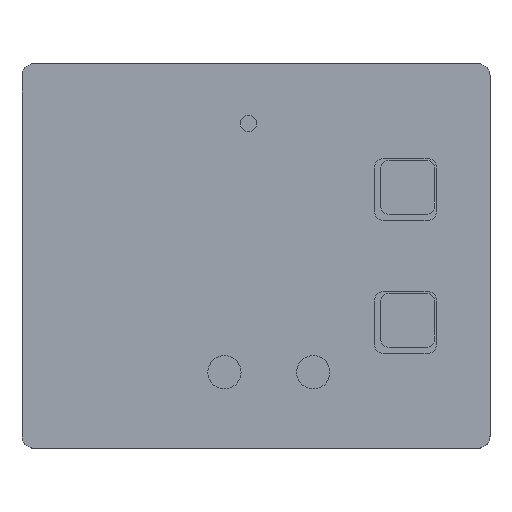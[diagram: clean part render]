
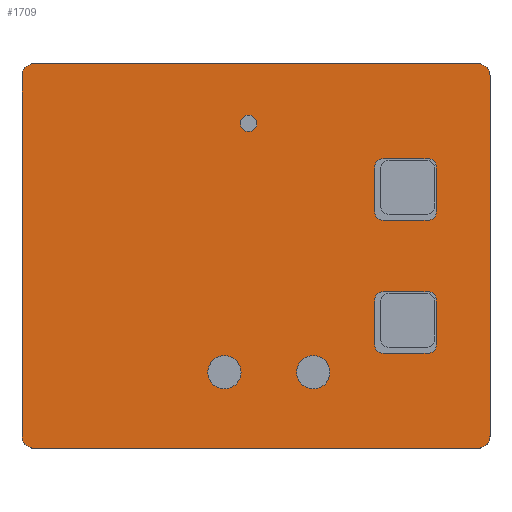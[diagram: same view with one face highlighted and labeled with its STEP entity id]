
A CAD part, top view. The second image highlights one B-rep face of the part: STEP entity #1709.
In plain terms, the highlighted planar face has unit normal (0, 0, 1).
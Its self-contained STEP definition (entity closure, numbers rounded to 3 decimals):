
#35=FACE_BOUND('',#327,.T.);
#36=FACE_BOUND('',#328,.T.);
#37=FACE_BOUND('',#329,.T.);
#38=FACE_BOUND('',#330,.T.);
#39=FACE_BOUND('',#331,.T.);
#73=CIRCLE('',#1808,1.);
#75=CIRCLE('',#1811,2.);
#77=CIRCLE('',#1814,2.);
#78=CIRCLE('',#1817,1.);
#80=CIRCLE('',#1821,1.);
#82=CIRCLE('',#1825,1.);
#84=CIRCLE('',#1829,1.);
#86=CIRCLE('',#1833,1.);
#88=CIRCLE('',#1837,1.);
#90=CIRCLE('',#1841,1.);
#92=CIRCLE('',#1845,1.);
#106=CIRCLE('',#1875,1.5);
#107=CIRCLE('',#1877,1.5);
#108=CIRCLE('',#1880,1.5);
#109=CIRCLE('',#1883,1.5);
#232=FACE_OUTER_BOUND('',#326,.T.);
#326=EDGE_LOOP('',(#1542,#1543,#1544,#1545,#1546,#1547,#1548,#1549));
#327=EDGE_LOOP('',(#1550));
#328=EDGE_LOOP('',(#1551));
#329=EDGE_LOOP('',(#1552));
#330=EDGE_LOOP('',(#1553,#1554,#1555,#1556,#1557,#1558,#1559,#1560));
#331=EDGE_LOOP('',(#1561,#1562,#1563,#1564,#1565,#1566,#1567,#1568));
#429=LINE('',#2664,#602);
#434=LINE('',#2678,#607);
#438=LINE('',#2690,#611);
#442=LINE('',#2702,#615);
#445=LINE('',#2712,#618);
#450=LINE('',#2726,#623);
#454=LINE('',#2738,#627);
#458=LINE('',#2750,#631);
#482=LINE('',#2817,#655);
#497=LINE('',#2856,#670);
#500=LINE('',#2866,#673);
#503=LINE('',#2874,#676);
#602=VECTOR('',#2166,10.);
#607=VECTOR('',#2179,10.);
#611=VECTOR('',#2191,10.);
#615=VECTOR('',#2203,10.);
#618=VECTOR('',#2214,10.);
#623=VECTOR('',#2227,10.);
#627=VECTOR('',#2239,10.);
#631=VECTOR('',#2251,10.);
#655=VECTOR('',#2307,10.);
#670=VECTOR('',#2350,10.);
#673=VECTOR('',#2363,10.);
#676=VECTOR('',#2372,10.);
#763=VERTEX_POINT('',#2646);
#765=VERTEX_POINT('',#2652);
#767=VERTEX_POINT('',#2658);
#768=VERTEX_POINT('',#2662);
#769=VERTEX_POINT('',#2663);
#772=VERTEX_POINT('',#2671);
#774=VERTEX_POINT('',#2677);
#776=VERTEX_POINT('',#2683);
#778=VERTEX_POINT('',#2689);
#780=VERTEX_POINT('',#2695);
#782=VERTEX_POINT('',#2701);
#784=VERTEX_POINT('',#2710);
#785=VERTEX_POINT('',#2711);
#788=VERTEX_POINT('',#2719);
#790=VERTEX_POINT('',#2725);
#792=VERTEX_POINT('',#2731);
#794=VERTEX_POINT('',#2737);
#796=VERTEX_POINT('',#2743);
#798=VERTEX_POINT('',#2749);
#824=VERTEX_POINT('',#2814);
#825=VERTEX_POINT('',#2816);
#834=VERTEX_POINT('',#2853);
#835=VERTEX_POINT('',#2855);
#836=VERTEX_POINT('',#2861);
#837=VERTEX_POINT('',#2865);
#838=VERTEX_POINT('',#2869);
#839=VERTEX_POINT('',#2873);
#968=EDGE_CURVE('',#763,#763,#73,.T.);
#971=EDGE_CURVE('',#765,#765,#75,.T.);
#974=EDGE_CURVE('',#767,#767,#77,.T.);
#975=EDGE_CURVE('',#768,#769,#429,.T.);
#979=EDGE_CURVE('',#769,#772,#78,.T.);
#982=EDGE_CURVE('',#772,#774,#434,.T.);
#985=EDGE_CURVE('',#774,#776,#80,.T.);
#988=EDGE_CURVE('',#776,#778,#438,.T.);
#991=EDGE_CURVE('',#778,#780,#82,.T.);
#994=EDGE_CURVE('',#780,#782,#442,.T.);
#997=EDGE_CURVE('',#782,#768,#84,.T.);
#999=EDGE_CURVE('',#784,#785,#445,.T.);
#1003=EDGE_CURVE('',#785,#788,#86,.T.);
#1006=EDGE_CURVE('',#788,#790,#450,.T.);
#1009=EDGE_CURVE('',#790,#792,#88,.T.);
#1012=EDGE_CURVE('',#792,#794,#454,.T.);
#1015=EDGE_CURVE('',#794,#796,#90,.T.);
#1018=EDGE_CURVE('',#796,#798,#458,.T.);
#1021=EDGE_CURVE('',#798,#784,#92,.T.);
#1052=EDGE_CURVE('',#825,#824,#482,.T.);
#1071=EDGE_CURVE('',#835,#834,#497,.T.);
#1073=EDGE_CURVE('',#824,#835,#106,.T.);
#1074=EDGE_CURVE('',#836,#825,#107,.T.);
#1076=EDGE_CURVE('',#837,#836,#500,.T.);
#1078=EDGE_CURVE('',#838,#837,#108,.T.);
#1080=EDGE_CURVE('',#839,#838,#503,.T.);
#1082=EDGE_CURVE('',#834,#839,#109,.T.);
#1542=ORIENTED_EDGE('',*,*,#1082,.T.);
#1543=ORIENTED_EDGE('',*,*,#1080,.T.);
#1544=ORIENTED_EDGE('',*,*,#1078,.T.);
#1545=ORIENTED_EDGE('',*,*,#1076,.T.);
#1546=ORIENTED_EDGE('',*,*,#1074,.T.);
#1547=ORIENTED_EDGE('',*,*,#1052,.T.);
#1548=ORIENTED_EDGE('',*,*,#1073,.T.);
#1549=ORIENTED_EDGE('',*,*,#1071,.T.);
#1550=ORIENTED_EDGE('',*,*,#968,.T.);
#1551=ORIENTED_EDGE('',*,*,#971,.T.);
#1552=ORIENTED_EDGE('',*,*,#974,.T.);
#1553=ORIENTED_EDGE('',*,*,#975,.T.);
#1554=ORIENTED_EDGE('',*,*,#979,.T.);
#1555=ORIENTED_EDGE('',*,*,#982,.T.);
#1556=ORIENTED_EDGE('',*,*,#985,.T.);
#1557=ORIENTED_EDGE('',*,*,#988,.T.);
#1558=ORIENTED_EDGE('',*,*,#991,.T.);
#1559=ORIENTED_EDGE('',*,*,#994,.T.);
#1560=ORIENTED_EDGE('',*,*,#997,.T.);
#1561=ORIENTED_EDGE('',*,*,#999,.T.);
#1562=ORIENTED_EDGE('',*,*,#1003,.T.);
#1563=ORIENTED_EDGE('',*,*,#1006,.T.);
#1564=ORIENTED_EDGE('',*,*,#1009,.T.);
#1565=ORIENTED_EDGE('',*,*,#1012,.T.);
#1566=ORIENTED_EDGE('',*,*,#1015,.T.);
#1567=ORIENTED_EDGE('',*,*,#1018,.T.);
#1568=ORIENTED_EDGE('',*,*,#1021,.T.);
#1621=PLANE('',#1884);
#1709=ADVANCED_FACE('',(#232,#35,#36,#37,#38,#39),#1621,.T.);
#1808=AXIS2_PLACEMENT_3D('',#2648,#2148,#2149);
#1811=AXIS2_PLACEMENT_3D('',#2654,#2155,#2156);
#1814=AXIS2_PLACEMENT_3D('',#2660,#2162,#2163);
#1817=AXIS2_PLACEMENT_3D('',#2672,#2172,#2173);
#1821=AXIS2_PLACEMENT_3D('',#2684,#2184,#2185);
#1825=AXIS2_PLACEMENT_3D('',#2696,#2196,#2197);
#1829=AXIS2_PLACEMENT_3D('',#2707,#2208,#2209);
#1833=AXIS2_PLACEMENT_3D('',#2720,#2220,#2221);
#1837=AXIS2_PLACEMENT_3D('',#2732,#2232,#2233);
#1841=AXIS2_PLACEMENT_3D('',#2744,#2244,#2245);
#1845=AXIS2_PLACEMENT_3D('',#2755,#2256,#2257);
#1875=AXIS2_PLACEMENT_3D('',#2859,#2354,#2355);
#1877=AXIS2_PLACEMENT_3D('',#2862,#2358,#2359);
#1880=AXIS2_PLACEMENT_3D('',#2870,#2367,#2368);
#1883=AXIS2_PLACEMENT_3D('',#2877,#2376,#2377);
#1884=AXIS2_PLACEMENT_3D('',#2878,#2378,#2379);
#2148=DIRECTION('center_axis',(0.,0.,-1.));
#2149=DIRECTION('ref_axis',(1.,0.,0.));
#2155=DIRECTION('center_axis',(0.,0.,-1.));
#2156=DIRECTION('ref_axis',(1.,0.,0.));
#2162=DIRECTION('center_axis',(0.,0.,-1.));
#2163=DIRECTION('ref_axis',(1.,0.,0.));
#2166=DIRECTION('',(0.,-1.,0.));
#2172=DIRECTION('center_axis',(0.,0.,-1.));
#2173=DIRECTION('ref_axis',(1.,0.,0.));
#2179=DIRECTION('',(-1.,0.,0.));
#2184=DIRECTION('center_axis',(0.,0.,-1.));
#2185=DIRECTION('ref_axis',(0.,-1.,0.));
#2191=DIRECTION('',(0.,1.,0.));
#2196=DIRECTION('center_axis',(0.,0.,-1.));
#2197=DIRECTION('ref_axis',(-1.,0.,0.));
#2203=DIRECTION('',(1.,0.,0.));
#2208=DIRECTION('center_axis',(0.,0.,-1.));
#2209=DIRECTION('ref_axis',(0.,1.,0.));
#2214=DIRECTION('',(0.,1.,0.));
#2220=DIRECTION('center_axis',(0.,0.,-1.));
#2221=DIRECTION('ref_axis',(-1.,0.,0.));
#2227=DIRECTION('',(1.,0.,0.));
#2232=DIRECTION('center_axis',(0.,0.,-1.));
#2233=DIRECTION('ref_axis',(0.,1.,0.));
#2239=DIRECTION('',(0.,-1.,0.));
#2244=DIRECTION('center_axis',(0.,0.,-1.));
#2245=DIRECTION('ref_axis',(1.,0.,0.));
#2251=DIRECTION('',(-1.,0.,0.));
#2256=DIRECTION('center_axis',(0.,0.,-1.));
#2257=DIRECTION('ref_axis',(0.,-1.,0.));
#2307=DIRECTION('',(0.,-1.,0.));
#2350=DIRECTION('',(1.,0.,0.));
#2354=DIRECTION('center_axis',(0.,0.,1.));
#2355=DIRECTION('ref_axis',(-1.,0.,0.));
#2358=DIRECTION('center_axis',(0.,0.,1.));
#2359=DIRECTION('ref_axis',(0.,1.,0.));
#2363=DIRECTION('',(-1.,0.,0.));
#2367=DIRECTION('center_axis',(0.,0.,1.));
#2368=DIRECTION('ref_axis',(1.,0.,0.));
#2372=DIRECTION('',(0.,1.,0.));
#2376=DIRECTION('center_axis',(0.,0.,1.));
#2377=DIRECTION('ref_axis',(0.,-1.,0.));
#2378=DIRECTION('center_axis',(0.,0.,1.));
#2379=DIRECTION('ref_axis',(1.,0.,0.));
#2646=CARTESIAN_POINT('',(23.25,36.09,10.15));
#2648=CARTESIAN_POINT('Origin',(24.25,36.09,10.15));
#2652=CARTESIAN_POINT('',(19.35,6.15,10.15));
#2654=CARTESIAN_POINT('Origin',(21.35,6.15,10.15));
#2658=CARTESIAN_POINT('',(30.05,6.15,10.15));
#2660=CARTESIAN_POINT('Origin',(32.05,6.15,10.15));
#2662=CARTESIAN_POINT('',(46.85,14.85,10.15));
#2663=CARTESIAN_POINT('',(46.85,9.45,10.15));
#2664=CARTESIAN_POINT('',(46.85,14.8,10.15));
#2671=CARTESIAN_POINT('',(45.85,8.45,10.15));
#2672=CARTESIAN_POINT('Origin',(45.85,9.45,10.15));
#2677=CARTESIAN_POINT('',(40.45,8.45,10.15));
#2678=CARTESIAN_POINT('',(32.8,8.45,10.15));
#2683=CARTESIAN_POINT('',(39.45,9.45,10.15));
#2684=CARTESIAN_POINT('Origin',(40.45,9.45,10.15));
#2689=CARTESIAN_POINT('',(39.45,14.85,10.15));
#2690=CARTESIAN_POINT('',(39.45,17.5,10.15));
#2695=CARTESIAN_POINT('',(40.45,15.85,10.15));
#2696=CARTESIAN_POINT('Origin',(40.45,14.85,10.15));
#2701=CARTESIAN_POINT('',(45.85,15.85,10.15));
#2702=CARTESIAN_POINT('',(35.5,15.85,10.15));
#2707=CARTESIAN_POINT('Origin',(45.85,14.85,10.15));
#2710=CARTESIAN_POINT('',(39.45,25.45,10.15));
#2711=CARTESIAN_POINT('',(39.45,30.85,10.15));
#2712=CARTESIAN_POINT('',(39.45,25.5,10.15));
#2719=CARTESIAN_POINT('',(40.45,31.85,10.15));
#2720=CARTESIAN_POINT('Origin',(40.45,30.85,10.15));
#2725=CARTESIAN_POINT('',(45.85,31.85,10.15));
#2726=CARTESIAN_POINT('',(35.5,31.85,10.15));
#2731=CARTESIAN_POINT('',(46.85,30.85,10.15));
#2732=CARTESIAN_POINT('Origin',(45.85,30.85,10.15));
#2737=CARTESIAN_POINT('',(46.85,25.45,10.15));
#2738=CARTESIAN_POINT('',(46.85,22.8,10.15));
#2743=CARTESIAN_POINT('',(45.85,24.45,10.15));
#2744=CARTESIAN_POINT('Origin',(45.85,25.45,10.15));
#2749=CARTESIAN_POINT('',(40.45,24.45,10.15));
#2750=CARTESIAN_POINT('',(32.8,24.45,10.15));
#2755=CARTESIAN_POINT('Origin',(40.45,25.45,10.15));
#2814=CARTESIAN_POINT('',(-3.,-1.5,10.15));
#2816=CARTESIAN_POINT('',(-3.,41.8,10.15));
#2817=CARTESIAN_POINT('',(-3.,33.225,10.15));
#2853=CARTESIAN_POINT('',(51.8,-3.,10.15));
#2855=CARTESIAN_POINT('',(-1.5,-3.,10.15));
#2856=CARTESIAN_POINT('',(51.8,-3.,10.15));
#2859=CARTESIAN_POINT('Origin',(-1.5,-1.5,10.15));
#2861=CARTESIAN_POINT('',(-1.5,43.3,10.15));
#2862=CARTESIAN_POINT('Origin',(-1.5,41.8,10.15));
#2865=CARTESIAN_POINT('',(51.8,43.3,10.15));
#2866=CARTESIAN_POINT('',(-1.5,43.3,10.15));
#2869=CARTESIAN_POINT('',(53.3,41.8,10.15));
#2870=CARTESIAN_POINT('Origin',(51.8,41.8,10.15));
#2873=CARTESIAN_POINT('',(53.3,-1.5,10.15));
#2874=CARTESIAN_POINT('',(53.3,41.8,10.15));
#2877=CARTESIAN_POINT('Origin',(51.8,-1.5,10.15));
#2878=CARTESIAN_POINT('Origin',(25.15,20.15,10.15));
